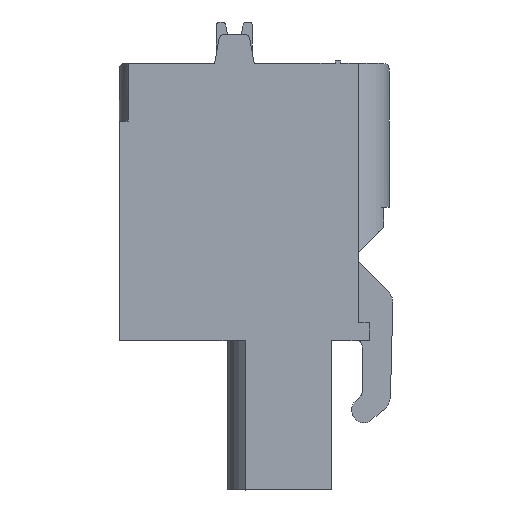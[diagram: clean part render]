
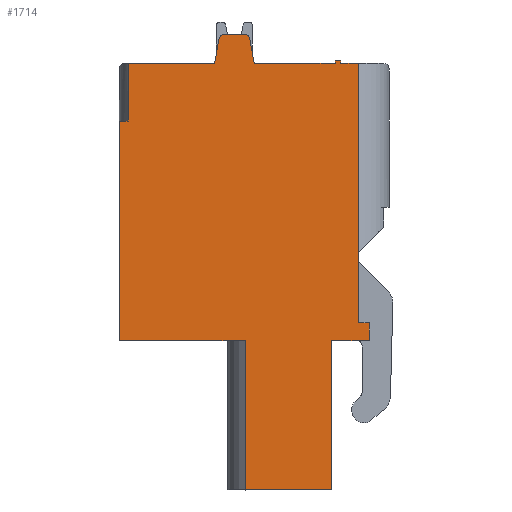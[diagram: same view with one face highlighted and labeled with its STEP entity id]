
A CAD part, left-side view. The second image highlights one B-rep face of the part: STEP entity #1714.
In plain terms, the highlighted planar face has unit normal (-1, 0, 0).
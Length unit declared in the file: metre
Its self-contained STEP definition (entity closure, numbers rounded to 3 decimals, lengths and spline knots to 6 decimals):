
#1714=ADVANCED_FACE('',(#3720),#3721,.F.);
#3720=FACE_OUTER_BOUND('',#5928,.T.);
#3721=PLANE('',#5929);
#5928=EDGE_LOOP('',(#11420,#11421,#11422,#11423,#11424,#11425,#11426,#11427,#11428,#11429,#11430,#11431,#11432,#11433,#11434,#11435,#11436,#11437,#11438,#11439,#11440,#11441));
#5929=AXIS2_PLACEMENT_3D('',#11442,#11443,#11444);
#11420=ORIENTED_EDGE('',*,*,#15313,.F.);
#11421=ORIENTED_EDGE('',*,*,#13604,.T.);
#11422=ORIENTED_EDGE('',*,*,#15314,.T.);
#11423=ORIENTED_EDGE('',*,*,#15315,.T.);
#11424=ORIENTED_EDGE('',*,*,#15316,.T.);
#11425=ORIENTED_EDGE('',*,*,#15317,.T.);
#11426=ORIENTED_EDGE('',*,*,#15318,.T.);
#11427=ORIENTED_EDGE('',*,*,#13600,.T.);
#11428=ORIENTED_EDGE('',*,*,#13385,.F.);
#11429=ORIENTED_EDGE('',*,*,#13390,.F.);
#11430=ORIENTED_EDGE('',*,*,#15116,.T.);
#11431=ORIENTED_EDGE('',*,*,#15132,.T.);
#11432=ORIENTED_EDGE('',*,*,#13467,.T.);
#11433=ORIENTED_EDGE('',*,*,#15156,.T.);
#11434=ORIENTED_EDGE('',*,*,#13455,.T.);
#11435=ORIENTED_EDGE('',*,*,#15178,.T.);
#11436=ORIENTED_EDGE('',*,*,#13446,.T.);
#11437=ORIENTED_EDGE('',*,*,#13439,.F.);
#11438=ORIENTED_EDGE('',*,*,#15220,.T.);
#11439=ORIENTED_EDGE('',*,*,#13610,.T.);
#11440=ORIENTED_EDGE('',*,*,#15319,.T.);
#11441=ORIENTED_EDGE('',*,*,#15320,.T.);
#11442=CARTESIAN_POINT('',(-0.44176,-0.0888,-0.0215));
#11443=DIRECTION('',(1.0,0.,0.));
#11444=DIRECTION('',(0.0,1.0,0.));
#13385=EDGE_CURVE('',#16104,#16106,#16107,.T.);
#13390=EDGE_CURVE('',#16112,#16104,#16114,.T.);
#13439=EDGE_CURVE('',#16194,#16195,#16196,.T.);
#13446=EDGE_CURVE('',#16204,#16195,#16207,.T.);
#13455=EDGE_CURVE('',#16223,#16221,#16224,.T.);
#13467=EDGE_CURVE('',#16241,#16239,#16242,.T.);
#13600=EDGE_CURVE('',#16487,#16106,#16488,.T.);
#13604=EDGE_CURVE('',#16495,#16493,#16496,.T.);
#13610=EDGE_CURVE('',#16505,#16503,#16506,.T.);
#15116=EDGE_CURVE('',#16112,#18749,#18751,.T.);
#15132=EDGE_CURVE('',#18749,#16241,#18774,.T.);
#15156=EDGE_CURVE('',#16239,#16223,#18815,.T.);
#15178=EDGE_CURVE('',#16221,#16204,#18851,.T.);
#15220=EDGE_CURVE('',#16194,#16505,#18923,.T.);
#15313=EDGE_CURVE('',#16495,#19039,#19040,.T.);
#15314=EDGE_CURVE('',#16493,#19041,#19042,.T.);
#15315=EDGE_CURVE('',#19041,#19043,#19044,.T.);
#15316=EDGE_CURVE('',#19043,#19045,#19046,.T.);
#15317=EDGE_CURVE('',#19045,#19047,#19048,.T.);
#15318=EDGE_CURVE('',#19047,#16487,#19049,.T.);
#15319=EDGE_CURVE('',#16503,#19050,#19051,.T.);
#15320=EDGE_CURVE('',#19050,#19039,#19052,.T.);
#16104=VERTEX_POINT('',#20146);
#16106=VERTEX_POINT('',#20149);
#16107=LINE('',#20150,#20151);
#16112=VERTEX_POINT('',#20157);
#16114=LINE('',#20160,#20161);
#16194=VERTEX_POINT('',#20284);
#16195=VERTEX_POINT('',#20285);
#16196=LINE('',#20286,#20287);
#16204=VERTEX_POINT('',#20298);
#16207=LINE('',#20303,#20304);
#16221=VERTEX_POINT('',#20323);
#16223=VERTEX_POINT('',#20326);
#16224=LINE('',#20327,#20328);
#16239=VERTEX_POINT('',#20347);
#16241=VERTEX_POINT('',#20350);
#16242=LINE('',#20351,#20352);
#16487=VERTEX_POINT('',#20775);
#16488=LINE('',#20776,#20777);
#16493=VERTEX_POINT('',#20784);
#16495=VERTEX_POINT('',#20787);
#16496=LINE('',#20788,#20789);
#16503=VERTEX_POINT('',#20799);
#16505=VERTEX_POINT('',#20802);
#16506=LINE('',#20803,#20804);
#18749=VERTEX_POINT('',#24177);
#18751=LINE('',#24180,#24181);
#18774=LINE('',#24215,#24216);
#18815=LINE('',#24275,#24276);
#18851=LINE('',#24327,#24328);
#18923=LINE('',#24438,#24439);
#19039=VERTEX_POINT('',#24596);
#19040=LINE('',#24597,#24598);
#19041=VERTEX_POINT('',#24599);
#19042=LINE('',#24600,#24601);
#19043=VERTEX_POINT('',#24602);
#19044=CIRCLE('',#24603,0.0003);
#19045=VERTEX_POINT('',#24604);
#19046=LINE('',#24605,#24606);
#19047=VERTEX_POINT('',#24607);
#19048=CIRCLE('',#24608,0.0003);
#19049=LINE('',#24609,#24610);
#19050=VERTEX_POINT('',#24611);
#19051=LINE('',#24612,#24613);
#19052=LINE('',#24614,#24615);
#20146=CARTESIAN_POINT('',(-0.44176,-0.0885,-0.0115));
#20149=CARTESIAN_POINT('',(-0.44176,-0.0885,-0.0083));
#20150=CARTESIAN_POINT('',(-0.44176,-0.0885,-0.0115));
#20151=VECTOR('',#25924,1.0);
#20157=CARTESIAN_POINT('',(-0.44176,-0.088,-0.0115));
#20160=CARTESIAN_POINT('',(-0.44176,-0.0908,-0.0115));
#20161=VECTOR('',#25930,1.0);
#20284=CARTESIAN_POINT('',(-0.44176,-0.1013,-0.0227));
#20285=CARTESIAN_POINT('',(-0.44176,-0.1019,-0.0227));
#20286=CARTESIAN_POINT('',(-0.44176,-0.1003,-0.0227));
#20287=VECTOR('',#25995,1.0);
#20298=CARTESIAN_POINT('',(-0.44176,-0.1019,-0.0237));
#20303=CARTESIAN_POINT('',(-0.44176,-0.1019,-0.0238));
#20304=VECTOR('',#26001,1.0);
#20323=CARTESIAN_POINT('',(-0.44176,-0.0998,-0.0237));
#20326=CARTESIAN_POINT('',(-0.44176,-0.0998,-0.032));
#20327=CARTESIAN_POINT('',(-0.44176,-0.0998,-0.0237));
#20328=VECTOR('',#26008,1.0);
#20347=CARTESIAN_POINT('',(-0.44176,-0.095,-0.032));
#20350=CARTESIAN_POINT('',(-0.44176,-0.095,-0.0237));
#20351=CARTESIAN_POINT('',(-0.44176,-0.095,-0.032));
#20352=VECTOR('',#26020,1.0);
#20775=CARTESIAN_POINT('',(-0.44176,-0.0933,-0.0083));
#20776=CARTESIAN_POINT('',(-0.44176,-0.0883,-0.0083));
#20777=VECTOR('',#26152,1.0);
#20784=CARTESIAN_POINT('',(-0.44176,-0.0955,-0.0083));
#20787=CARTESIAN_POINT('',(-0.44176,-0.1,-0.0083));
#20788=CARTESIAN_POINT('',(-0.44176,-0.0883,-0.0083));
#20789=VECTOR('',#26156,1.0);
#20799=CARTESIAN_POINT('',(-0.44176,-0.1003,-0.0083));
#20802=CARTESIAN_POINT('',(-0.44176,-0.1013,-0.0083));
#20803=CARTESIAN_POINT('',(-0.44176,-0.0883,-0.0083));
#20804=VECTOR('',#26164,1.0);
#24177=CARTESIAN_POINT('',(-0.44176,-0.088,-0.0237));
#24180=CARTESIAN_POINT('',(-0.44176,-0.088,-0.0238));
#24181=VECTOR('',#27610,1.0);
#24215=CARTESIAN_POINT('',(-0.44176,-0.095,-0.0237));
#24216=VECTOR('',#27631,1.0);
#24275=CARTESIAN_POINT('',(-0.44176,-0.0998,-0.032));
#24276=VECTOR('',#27659,1.0);
#24327=CARTESIAN_POINT('',(-0.44176,-0.1007,-0.0237));
#24328=VECTOR('',#27687,1.0);
#24438=CARTESIAN_POINT('',(-0.44176,-0.1013,-0.0238));
#24439=VECTOR('',#27724,1.0);
#24596=CARTESIAN_POINT('',(-0.44176,-0.1,-0.00815));
#24597=CARTESIAN_POINT('',(-0.44176,-0.1,-0.0083));
#24598=VECTOR('',#27795,1.0);
#24599=CARTESIAN_POINT('',(-0.44176,-0.095262,-0.006948));
#24600=CARTESIAN_POINT('',(-0.44176,-0.095218,-0.0067));
#24601=VECTOR('',#27796,1.0);
#24602=CARTESIAN_POINT('',(-0.44176,-0.094966,-0.0067));
#24603=AXIS2_PLACEMENT_3D('',#27797,#27798,#27799);
#24604=CARTESIAN_POINT('',(-0.44176,-0.093834,-0.0067));
#24605=CARTESIAN_POINT('',(-0.44176,-0.095178,-0.0067));
#24606=VECTOR('',#27800,1.0);
#24607=CARTESIAN_POINT('',(-0.44176,-0.093538,-0.006948));
#24608=AXIS2_PLACEMENT_3D('',#27801,#27802,#27803);
#24609=CARTESIAN_POINT('',(-0.44176,-0.0933,-0.0083));
#24610=VECTOR('',#27804,1.0);
#24611=CARTESIAN_POINT('',(-0.44176,-0.1003,-0.00815));
#24612=CARTESIAN_POINT('',(-0.44176,-0.1003,-0.0215));
#24613=VECTOR('',#27805,1.0);
#24614=CARTESIAN_POINT('',(-0.44176,-0.1,-0.00815));
#24615=VECTOR('',#27806,1.0);
#25924=DIRECTION('',(0.,0.0,1.0));
#25930=DIRECTION('',(0.,-1.0,0.));
#25995=DIRECTION('',(0.,-1.0,0.));
#26001=DIRECTION('',(0.,0.,1.0));
#26008=DIRECTION('',(0.0,0.0,1.0));
#26020=DIRECTION('',(0.0,0.,-1.0));
#26152=DIRECTION('',(0.,1.0,0.));
#26156=DIRECTION('',(0.,1.0,0.));
#26164=DIRECTION('',(0.,1.0,0.));
#27610=DIRECTION('',(0.,0.,-1.0));
#27631=DIRECTION('',(0.0,-1.0,0.0));
#27659=DIRECTION('',(0.0,-1.0,0.));
#27687=DIRECTION('',(0.0,-1.0,0.0));
#27724=DIRECTION('',(0.,0.,1.0));
#27795=DIRECTION('',(0.,0.0,1.0));
#27796=DIRECTION('',(0.,0.174,0.985));
#27797=CARTESIAN_POINT('',(-0.44176,-0.094966,-0.007));
#27798=DIRECTION('',(-1.0,0.0,0.));
#27799=DIRECTION('',(0.,0.0,-1.0));
#27800=DIRECTION('',(0.0,1.0,0.0));
#27801=CARTESIAN_POINT('',(-0.44176,-0.093834,-0.007));
#27802=DIRECTION('',(-1.0,0.0,0.));
#27803=DIRECTION('',(0.,0.0,-1.0));
#27804=DIRECTION('',(0.,0.174,-0.985));
#27805=DIRECTION('',(0.,0.0,1.0));
#27806=DIRECTION('',(0.0,1.0,0.0));
